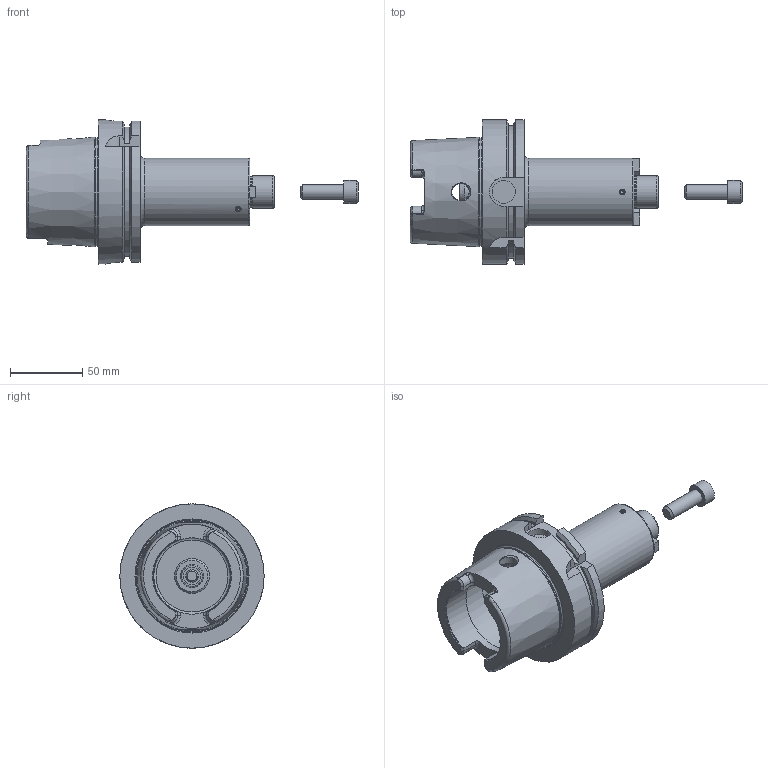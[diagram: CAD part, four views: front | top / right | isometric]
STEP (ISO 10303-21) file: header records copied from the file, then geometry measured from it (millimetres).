
FILE_DESCRIPTION((''),'2;1');
FILE_NAME('535017623105-3D.stp','2020-05-04T14:56:51',('nttooll'),(''),'Autodesk Inventor 2012','Autodesk Inventor 2012','');
FILE_SCHEMA(('AUTOMOTIVE_DESIGN { 1 0 10303 214 1 1 1 1 }'));
Length unit declared in the file: millimetre
Products named in the file (1): 535017623105-3D
Bounding box: 230 x 100 x 100 mm (x, y, z)
Volume: 395885.8 mm3; surface area: 70224.2 mm2
Topology: 2 solids, 5 shells, 214 faces, 518 edges, 322 vertices
Faces by surface type: plane 73, cylinder 64, cone 53, torus 18, sphere 6
Full cylindrical faces by diameter (mm): 2.309 x3, 2.5 x6, 3 x3, 3.4 x3, 4 x6, 8.7 x1, 9.238 x1, 10 x2, 10.5 x1, 12 x3, 15.3 x1, 16 x3, 21.825 x1, 22.225 x1, 24 x1, 47 x1, 53 x1, 53.8 x1, 63 x1, 75.3 x1, 100 x1
Entity records: 6234 total; most frequent: CARTESIAN_POINT 1758, DIRECTION 939, ORIENTED_EDGE 810, EDGE_CURVE 405, AXIS2_PLACEMENT_3D 401, EDGE_LOOP 321, VERTEX_POINT 293, FACE_OUTER_BOUND 214
